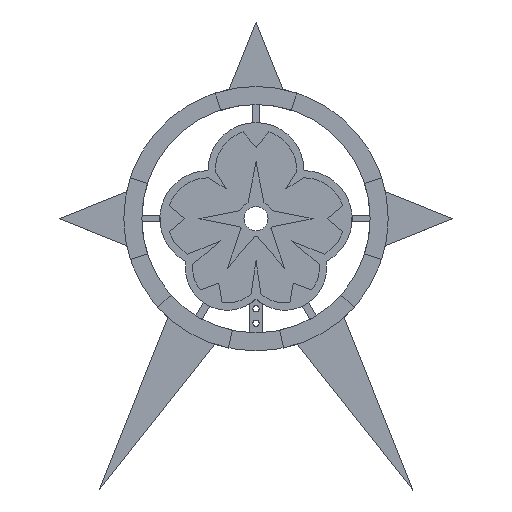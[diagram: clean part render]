
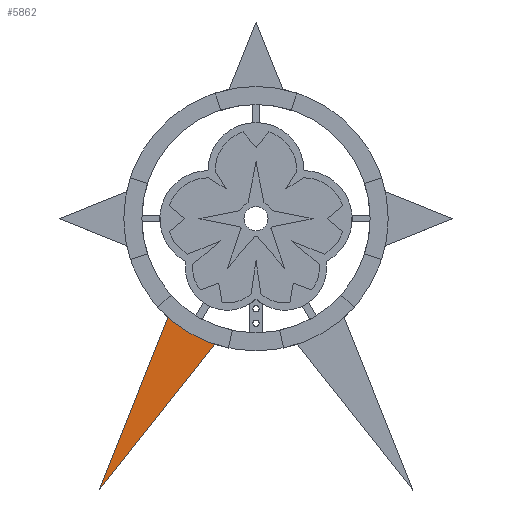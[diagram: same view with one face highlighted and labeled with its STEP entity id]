
A CAD part, top view. The second image highlights one B-rep face of the part: STEP entity #5862.
In plain terms, the highlighted planar face has unit normal (0, 0, 1).
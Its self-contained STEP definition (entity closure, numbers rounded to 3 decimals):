
#315=PLANE('',#6394);
#611=FACE_OUTER_BOUND('',#951,.T.);
#951=EDGE_LOOP('',(#5238,#5239,#5240,#5241,#5242,#5243,#5244,#5245,#5246,
#5247,#5248,#5249,#5250,#5251,#5252,#5253,#5254,#5255,#5256,#5257,#5258,
#5259,#5260,#5261,#5262));
#1492=LINE('',#9464,#2134);
#1497=LINE('',#9478,#2139);
#1500=LINE('',#9484,#2142);
#1503=LINE('',#9490,#2145);
#1507=LINE('',#9502,#2149);
#1510=LINE('',#9508,#2152);
#1513=LINE('',#9514,#2155);
#1517=LINE('',#9526,#2159);
#1520=LINE('',#9532,#2162);
#1523=LINE('',#9538,#2165);
#1526=LINE('',#9544,#2168);
#1529=LINE('',#9550,#2171);
#1532=LINE('',#9556,#2174);
#1535=LINE('',#9562,#2177);
#1538=LINE('',#9568,#2180);
#1541=LINE('',#9574,#2183);
#1544=LINE('',#9580,#2186);
#1547=LINE('',#9586,#2189);
#1550=LINE('',#9592,#2192);
#1554=LINE('',#9604,#2196);
#1557=LINE('',#9609,#2199);
#2134=VECTOR('',#7756,10.);
#2139=VECTOR('',#7769,10.);
#2142=VECTOR('',#7774,10.);
#2145=VECTOR('',#7779,10.);
#2149=VECTOR('',#7791,10.);
#2152=VECTOR('',#7796,10.);
#2155=VECTOR('',#7801,10.);
#2159=VECTOR('',#7813,10.);
#2162=VECTOR('',#7818,10.);
#2165=VECTOR('',#7823,10.);
#2168=VECTOR('',#7828,10.);
#2171=VECTOR('',#7833,10.);
#2174=VECTOR('',#7838,10.);
#2177=VECTOR('',#7843,10.);
#2180=VECTOR('',#7848,10.);
#2183=VECTOR('',#7853,10.);
#2186=VECTOR('',#7858,10.);
#2189=VECTOR('',#7863,10.);
#2192=VECTOR('',#7868,10.);
#2196=VECTOR('',#7880,10.);
#2199=VECTOR('',#7885,10.);
#2442=CIRCLE('',#6363,100.);
#2444=CIRCLE('',#6369,100.);
#2446=CIRCLE('',#6375,100.);
#2448=CIRCLE('',#6390,100.);
#2902=VERTEX_POINT('',#9462);
#2903=VERTEX_POINT('',#9463);
#2906=VERTEX_POINT('',#9471);
#2908=VERTEX_POINT('',#9477);
#2910=VERTEX_POINT('',#9483);
#2912=VERTEX_POINT('',#9489);
#2914=VERTEX_POINT('',#9495);
#2916=VERTEX_POINT('',#9501);
#2918=VERTEX_POINT('',#9507);
#2920=VERTEX_POINT('',#9513);
#2922=VERTEX_POINT('',#9519);
#2924=VERTEX_POINT('',#9525);
#2926=VERTEX_POINT('',#9531);
#2928=VERTEX_POINT('',#9537);
#2930=VERTEX_POINT('',#9543);
#2932=VERTEX_POINT('',#9549);
#2934=VERTEX_POINT('',#9555);
#2936=VERTEX_POINT('',#9561);
#2938=VERTEX_POINT('',#9567);
#2940=VERTEX_POINT('',#9573);
#2942=VERTEX_POINT('',#9579);
#2944=VERTEX_POINT('',#9585);
#2946=VERTEX_POINT('',#9591);
#2948=VERTEX_POINT('',#9597);
#2950=VERTEX_POINT('',#9603);
#3668=EDGE_CURVE('',#2902,#2903,#1492,.T.);
#3672=EDGE_CURVE('',#2906,#2903,#2442,.T.);
#3675=EDGE_CURVE('',#2906,#2908,#1497,.T.);
#3678=EDGE_CURVE('',#2908,#2910,#1500,.T.);
#3681=EDGE_CURVE('',#2910,#2912,#1503,.T.);
#3684=EDGE_CURVE('',#2914,#2912,#2444,.T.);
#3687=EDGE_CURVE('',#2916,#2914,#1507,.T.);
#3690=EDGE_CURVE('',#2918,#2916,#1510,.T.);
#3693=EDGE_CURVE('',#2920,#2918,#1513,.T.);
#3696=EDGE_CURVE('',#2922,#2920,#2446,.T.);
#3699=EDGE_CURVE('',#2924,#2922,#1517,.T.);
#3702=EDGE_CURVE('',#2926,#2924,#1520,.T.);
#3705=EDGE_CURVE('',#2928,#2926,#1523,.T.);
#3708=EDGE_CURVE('',#2928,#2930,#1526,.T.);
#3711=EDGE_CURVE('',#2932,#2930,#1529,.T.);
#3714=EDGE_CURVE('',#2932,#2934,#1532,.T.);
#3717=EDGE_CURVE('',#2934,#2936,#1535,.T.);
#3720=EDGE_CURVE('',#2938,#2936,#1538,.T.);
#3723=EDGE_CURVE('',#2940,#2938,#1541,.T.);
#3726=EDGE_CURVE('',#2942,#2940,#1544,.T.);
#3729=EDGE_CURVE('',#2944,#2942,#1547,.T.);
#3732=EDGE_CURVE('',#2946,#2944,#1550,.T.);
#3735=EDGE_CURVE('',#2948,#2946,#2448,.T.);
#3738=EDGE_CURVE('',#2948,#2950,#1554,.T.);
#3741=EDGE_CURVE('',#2950,#2902,#1557,.T.);
#5238=ORIENTED_EDGE('',*,*,#3741,.T.);
#5239=ORIENTED_EDGE('',*,*,#3668,.T.);
#5240=ORIENTED_EDGE('',*,*,#3672,.F.);
#5241=ORIENTED_EDGE('',*,*,#3675,.T.);
#5242=ORIENTED_EDGE('',*,*,#3678,.T.);
#5243=ORIENTED_EDGE('',*,*,#3681,.T.);
#5244=ORIENTED_EDGE('',*,*,#3684,.F.);
#5245=ORIENTED_EDGE('',*,*,#3687,.F.);
#5246=ORIENTED_EDGE('',*,*,#3690,.F.);
#5247=ORIENTED_EDGE('',*,*,#3693,.F.);
#5248=ORIENTED_EDGE('',*,*,#3696,.F.);
#5249=ORIENTED_EDGE('',*,*,#3699,.F.);
#5250=ORIENTED_EDGE('',*,*,#3702,.F.);
#5251=ORIENTED_EDGE('',*,*,#3705,.F.);
#5252=ORIENTED_EDGE('',*,*,#3708,.T.);
#5253=ORIENTED_EDGE('',*,*,#3711,.F.);
#5254=ORIENTED_EDGE('',*,*,#3714,.T.);
#5255=ORIENTED_EDGE('',*,*,#3717,.T.);
#5256=ORIENTED_EDGE('',*,*,#3720,.F.);
#5257=ORIENTED_EDGE('',*,*,#3723,.F.);
#5258=ORIENTED_EDGE('',*,*,#3726,.F.);
#5259=ORIENTED_EDGE('',*,*,#3729,.F.);
#5260=ORIENTED_EDGE('',*,*,#3732,.F.);
#5261=ORIENTED_EDGE('',*,*,#3735,.F.);
#5262=ORIENTED_EDGE('',*,*,#3738,.T.);
#5862=ADVANCED_FACE('',(#611),#315,.T.);
#6363=AXIS2_PLACEMENT_3D('',#9472,#7762,#7763);
#6369=AXIS2_PLACEMENT_3D('',#9496,#7784,#7785);
#6375=AXIS2_PLACEMENT_3D('',#9520,#7806,#7807);
#6390=AXIS2_PLACEMENT_3D('',#9598,#7873,#7874);
#6394=AXIS2_PLACEMENT_3D('',#9611,#7887,#7888);
#7756=DIRECTION('',(0.5,0.866,0.));
#7762=DIRECTION('center_axis',(0.,0.,1.));
#7763=DIRECTION('ref_axis',(-0.429,-0.903,0.));
#7769=DIRECTION('',(-0.5,-0.866,0.));
#7774=DIRECTION('',(-0.866,0.5,0.));
#7779=DIRECTION('',(0.5,0.866,0.));
#7784=DIRECTION('center_axis',(0.,0.,1.));
#7785=DIRECTION('ref_axis',(-0.647,-0.763,0.));
#7791=DIRECTION('',(0.5,0.866,0.));
#7796=DIRECTION('',(0.866,-0.5,0.));
#7801=DIRECTION('',(-0.5,-0.866,0.));
#7806=DIRECTION('center_axis',(0.,0.,1.));
#7807=DIRECTION('ref_axis',(-0.682,-0.731,0.));
#7813=DIRECTION('',(0.5,0.866,0.));
#7818=DIRECTION('',(0.087,0.996,0.));
#7823=DIRECTION('',(0.5,0.866,0.));
#7828=DIRECTION('',(-0.819,-0.574,0.));
#7833=DIRECTION('',(0.5,0.866,0.));
#7838=DIRECTION('',(-0.369,-0.93,0.));
#7843=DIRECTION('',(0.621,0.784,0.));
#7848=DIRECTION('',(-0.5,-0.866,0.));
#7853=DIRECTION('',(-0.087,-0.996,0.));
#7858=DIRECTION('',(-0.5,-0.866,0.));
#7863=DIRECTION('',(-0.819,-0.574,0.));
#7868=DIRECTION('',(-0.5,-0.866,0.));
#7873=DIRECTION('center_axis',(0.,0.,1.));
#7874=DIRECTION('ref_axis',(-0.318,-0.948,0.));
#7880=DIRECTION('',(-0.5,-0.866,0.));
#7885=DIRECTION('',(-0.866,0.5,0.));
#7887=DIRECTION('center_axis',(0.,0.,1.));
#7888=DIRECTION('ref_axis',(-1.,0.,0.));
#9462=CARTESIAN_POINT('',(-37.865,-101.316,2.));
#9463=CARTESIAN_POINT('',(-33.723,-94.142,2.));
#9464=CARTESIAN_POINT('',(-37.865,-101.316,2.));
#9471=CARTESIAN_POINT('',(-42.912,-90.325,2.));
#9472=CARTESIAN_POINT('Origin',(0.,0.,2.));
#9477=CARTESIAN_POINT('',(-44.912,-93.789,2.));
#9478=CARTESIAN_POINT('',(-42.912,-90.325,2.));
#9483=CARTESIAN_POINT('',(-58.768,-85.789,2.));
#9484=CARTESIAN_POINT('',(-44.912,-93.789,2.));
#9489=CARTESIAN_POINT('',(-56.768,-82.325,2.));
#9490=CARTESIAN_POINT('',(-58.768,-85.789,2.));
#9495=CARTESIAN_POINT('',(-64.668,-76.276,2.));
#9496=CARTESIAN_POINT('Origin',(0.,0.,2.));
#9501=CARTESIAN_POINT('',(-68.81,-83.45,2.));
#9502=CARTESIAN_POINT('',(-68.81,-83.45,2.));
#9507=CARTESIAN_POINT('',(-70.542,-82.45,2.));
#9508=CARTESIAN_POINT('',(-70.542,-82.45,2.));
#9513=CARTESIAN_POINT('',(-66.208,-74.943,2.));
#9514=CARTESIAN_POINT('',(-66.208,-74.943,2.));
#9519=CARTESIAN_POINT('',(-68.204,-73.132,2.));
#9520=CARTESIAN_POINT('Origin',(0.,0.,2.));
#9525=CARTESIAN_POINT('',(-68.963,-74.448,2.));
#9526=CARTESIAN_POINT('',(-68.963,-74.448,2.));
#9531=CARTESIAN_POINT('',(-69.094,-75.942,2.));
#9532=CARTESIAN_POINT('',(-69.094,-75.942,2.));
#9537=CARTESIAN_POINT('',(-70.094,-77.674,2.));
#9538=CARTESIAN_POINT('',(-70.094,-77.674,2.));
#9543=CARTESIAN_POINT('',(-71.323,-78.535,2.));
#9544=CARTESIAN_POINT('',(-70.094,-77.674,2.));
#9549=CARTESIAN_POINT('',(-73.323,-81.999,2.));
#9550=CARTESIAN_POINT('',(-73.323,-81.999,2.));
#9555=CARTESIAN_POINT('',(-130.34,-225.755,2.));
#9556=CARTESIAN_POINT('',(-73.323,-81.999,2.));
#9561=CARTESIAN_POINT('',(-34.352,-104.499,2.));
#9562=CARTESIAN_POINT('',(-130.34,-225.755,2.));
#9567=CARTESIAN_POINT('',(-32.352,-101.035,2.));
#9568=CARTESIAN_POINT('',(-32.352,-101.035,2.));
#9573=CARTESIAN_POINT('',(-32.221,-99.54,2.));
#9574=CARTESIAN_POINT('',(-32.221,-99.54,2.));
#9579=CARTESIAN_POINT('',(-31.221,-97.808,2.));
#9580=CARTESIAN_POINT('',(-31.221,-97.808,2.));
#9585=CARTESIAN_POINT('',(-29.992,-96.948,2.));
#9586=CARTESIAN_POINT('',(-29.992,-96.948,2.));
#9591=CARTESIAN_POINT('',(-29.232,-95.632,2.));
#9592=CARTESIAN_POINT('',(-29.232,-95.632,2.));
#9597=CARTESIAN_POINT('',(-31.799,-94.809,2.));
#9598=CARTESIAN_POINT('Origin',(0.,0.,2.));
#9603=CARTESIAN_POINT('',(-36.133,-102.316,2.));
#9604=CARTESIAN_POINT('',(-31.799,-94.809,2.));
#9609=CARTESIAN_POINT('',(-36.133,-102.316,2.));
#9611=CARTESIAN_POINT('Origin',(-79.786,-149.444,2.));
